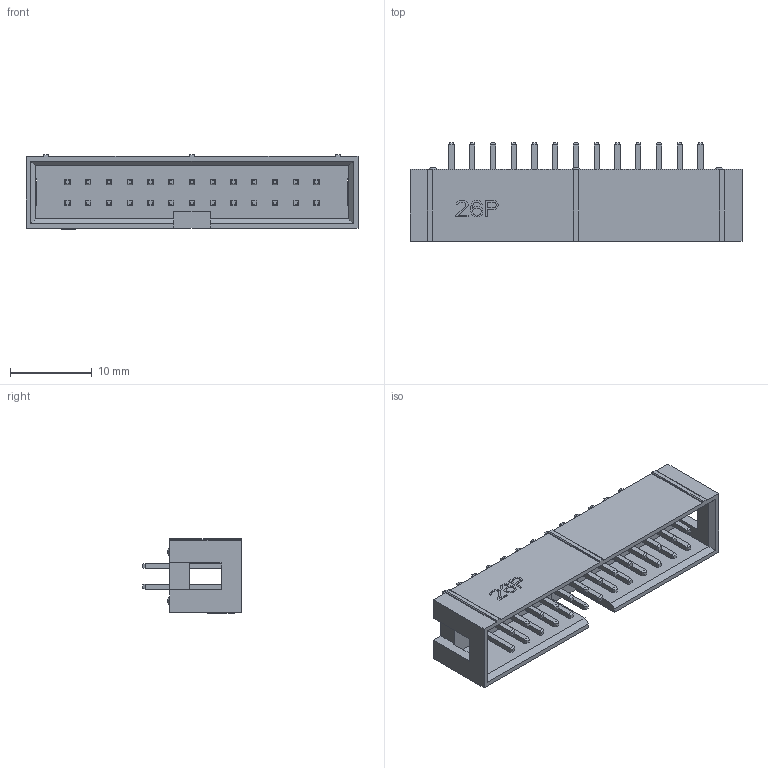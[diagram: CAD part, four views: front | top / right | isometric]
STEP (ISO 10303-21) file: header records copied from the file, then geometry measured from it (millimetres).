
FILE_DESCRIPTION((''),'2;1');
FILE_NAME('C3510-26SPGB00R-20180510','2018-05-10T',('CGH'),(''),'PRO/ENGINEER BY PARAMETRIC TECHNOLOGY CORPORATION, 2010280','PRO/ENGINEER BY PARAMETRIC TECHNOLOGY CORPORATION, 2010280','');
FILE_SCHEMA(('CONFIG_CONTROL_DESIGN'));
Length unit declared in the file: millimetre
Products named in the file (1): C3510-26SPGB00R-20180510
Bounding box: 40.64 x 12.1 x 9.1 mm (x, y, z)
Volume: 1556.3 mm3; surface area: 2708.9 mm2
Topology: 1 solids, 1 shells, 654 faces, 1564 edges, 972 vertices
Faces by surface type: plane 636, bspline 12, cylinder 6
Entity records: 18622 total; most frequent: CARTESIAN_POINT 3514, ORIENTED_EDGE 3128, DIRECTION 2896, EDGE_CURVE 1564, VECTOR 1516, LINE 1516, VERTEX_POINT 972, EDGE_LOOP 718
